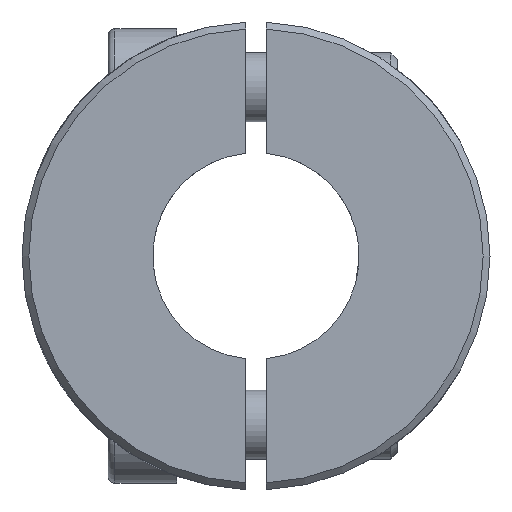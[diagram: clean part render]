
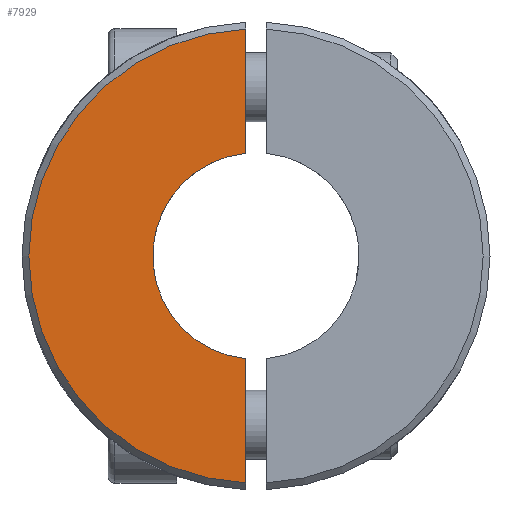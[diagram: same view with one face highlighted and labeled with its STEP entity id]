
A CAD part, left-side view. The second image highlights one B-rep face of the part: STEP entity #7929.
In plain terms, the highlighted planar face has unit normal (-1, 0, 0).
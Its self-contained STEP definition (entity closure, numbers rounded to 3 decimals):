
#737 = CARTESIAN_POINT ( 'NONE',  ( -25., 0.75, -16.483 ) ) ;
#835 = CARTESIAN_POINT ( 'NONE',  ( -25., 0., 0. ) ) ;
#1062 = DIRECTION ( 'NONE',  ( 0., 0., -1. ) ) ;
#1603 = CIRCLE ( 'NONE', #11481, 16.5 ) ;
#1746 = VERTEX_POINT ( 'NONE', #737 ) ;
#2076 = CARTESIAN_POINT ( 'NONE',  ( -25., 0.75, 7.462 ) ) ;
#2251 = LINE ( 'NONE', #6288, #10960 ) ;
#3138 = DIRECTION ( 'NONE',  ( 1., 0., 0. ) ) ;
#3944 = VECTOR ( 'NONE', #12601, 1000. ) ;
#4384 = PLANE ( 'NONE',  #10334 ) ;
#4461 = FACE_OUTER_BOUND ( 'NONE', #7302, .T. ) ;
#4493 = EDGE_CURVE ( 'NONE', #6897, #1746, #1603, .T. ) ;
#4741 = CARTESIAN_POINT ( 'NONE',  ( -25., 0.75, 16.483 ) ) ;
#4972 = VERTEX_POINT ( 'NONE', #2076 ) ;
#5251 = LINE ( 'NONE', #9429, #3944 ) ;
#6154 = DIRECTION ( 'NONE',  ( 0., 0., -1. ) ) ;
#6288 = CARTESIAN_POINT ( 'NONE',  ( -25., 0.75, -17. ) ) ;
#6322 = EDGE_CURVE ( 'NONE', #4972, #6368, #13585, .T. ) ;
#6368 = VERTEX_POINT ( 'NONE', #7649 ) ;
#6572 = ORIENTED_EDGE ( 'NONE', *, *, #7283, .T. ) ;
#6874 = EDGE_CURVE ( 'NONE', #1746, #6368, #2251, .T. ) ;
#6897 = VERTEX_POINT ( 'NONE', #4741 ) ;
#7283 = EDGE_CURVE ( 'NONE', #4972, #6897, #5251, .T. ) ;
#7302 = EDGE_LOOP ( 'NONE', ( #6572, #12942, #13566, #8676 ) ) ;
#7649 = CARTESIAN_POINT ( 'NONE',  ( -25., 0.75, -7.462 ) ) ;
#7929 = ADVANCED_FACE ( 'NONE', ( #4461 ), #4384, .F. ) ;
#8676 = ORIENTED_EDGE ( 'NONE', *, *, #6322, .F. ) ;
#9160 = DIRECTION ( 'NONE',  ( -1., 0., 0. ) ) ;
#9217 = CARTESIAN_POINT ( 'NONE',  ( -25., 0., 0. ) ) ;
#9429 = CARTESIAN_POINT ( 'NONE',  ( -25., 0.75, -12.25 ) ) ;
#9486 = DIRECTION ( 'NONE',  ( 0., 0., 1. ) ) ;
#10193 = DIRECTION ( 'NONE',  ( -1., 0., 0. ) ) ;
#10334 = AXIS2_PLACEMENT_3D ( 'NONE', #10696, #3138, #1062 ) ;
#10696 = CARTESIAN_POINT ( 'NONE',  ( -25., 7.5, 0. ) ) ;
#10960 = VECTOR ( 'NONE', #9486, 1000. ) ;
#11167 = AXIS2_PLACEMENT_3D ( 'NONE', #835, #9160, #13364 ) ;
#11481 = AXIS2_PLACEMENT_3D ( 'NONE', #9217, #10193, #6154 ) ;
#12601 = DIRECTION ( 'NONE',  ( 0., 0., 1. ) ) ;
#12942 = ORIENTED_EDGE ( 'NONE', *, *, #4493, .T. ) ;
#13364 = DIRECTION ( 'NONE',  ( 0., 0., 1. ) ) ;
#13566 = ORIENTED_EDGE ( 'NONE', *, *, #6874, .T. ) ;
#13585 = CIRCLE ( 'NONE', #11167, 7.5 ) ;
